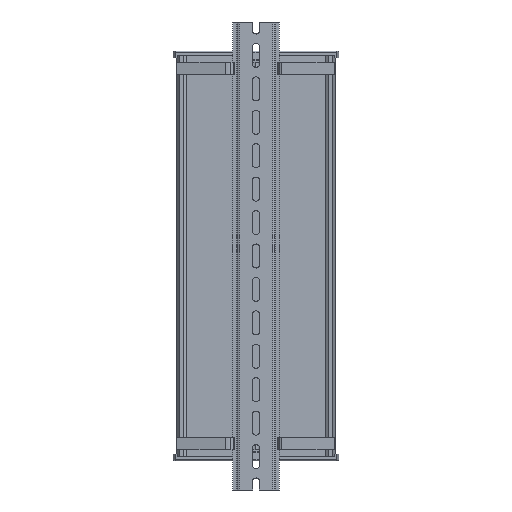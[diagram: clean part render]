
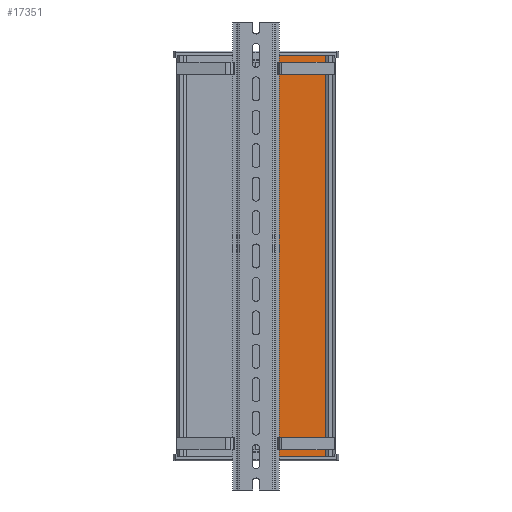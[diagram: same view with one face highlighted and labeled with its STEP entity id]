
A CAD part, front view. The second image highlights one B-rep face of the part: STEP entity #17351.
In plain terms, the highlighted planar face has unit normal (0, -1, 0).
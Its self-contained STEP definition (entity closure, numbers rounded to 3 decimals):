
#584 = ORIENTED_EDGE ( 'NONE', *, *, #14765, .F. ) ;
#811 = ORIENTED_EDGE ( 'NONE', *, *, #2538, .T. ) ;
#846 = CARTESIAN_POINT ( 'NONE',  ( 51.609, -1.653, -300. ) ) ;
#1380 = EDGE_CURVE ( 'NONE', #10122, #21138, #24794, .T. ) ;
#1887 = CARTESIAN_POINT ( 'NONE',  ( 6.025, -1.653, 0. ) ) ;
#2538 = EDGE_CURVE ( 'NONE', #21138, #6168, #24271, .T. ) ;
#3078 = DIRECTION ( 'NONE',  ( 0., 0., 1. ) ) ;
#3264 = VECTOR ( 'NONE', #18137, 1000. ) ;
#4383 = LINE ( 'NONE', #1887, #23363 ) ;
#5159 = LINE ( 'NONE', #24431, #21009 ) ;
#5771 = PLANE ( 'NONE',  #19299 ) ;
#6168 = VERTEX_POINT ( 'NONE', #24332 ) ;
#8072 = CARTESIAN_POINT ( 'NONE',  ( 6.025, -1.653, -300. ) ) ;
#10122 = VERTEX_POINT ( 'NONE', #15425 ) ;
#12302 = VECTOR ( 'NONE', #3078, 1000. ) ;
#12468 = DIRECTION ( 'NONE',  ( 0., -1., 0. ) ) ;
#13017 = EDGE_CURVE ( 'NONE', #26609, #6168, #4383, .T. ) ;
#13209 = DIRECTION ( 'NONE',  ( 1., 0., 0. ) ) ;
#13306 = DIRECTION ( 'NONE',  ( 0., 0., 1. ) ) ;
#14765 = EDGE_CURVE ( 'NONE', #10122, #26609, #5159, .T. ) ;
#15425 = CARTESIAN_POINT ( 'NONE',  ( 6.025, -1.653, -300. ) ) ;
#15508 = CARTESIAN_POINT ( 'NONE',  ( 6.025, -1.653, -300. ) ) ;
#17321 = EDGE_LOOP ( 'NONE', ( #24074, #584, #18673, #811 ) ) ;
#17351 = ADVANCED_FACE ( 'NONE', ( #20770 ), #5771, .T. ) ;
#17915 = CARTESIAN_POINT ( 'NONE',  ( 6.025, -1.653, 0. ) ) ;
#18137 = DIRECTION ( 'NONE',  ( 1., 0., 0. ) ) ;
#18570 = CARTESIAN_POINT ( 'NONE',  ( 51.609, -1.653, -300. ) ) ;
#18673 = ORIENTED_EDGE ( 'NONE', *, *, #1380, .T. ) ;
#19299 = AXIS2_PLACEMENT_3D ( 'NONE', #8072, #12468, #23778 ) ;
#20770 = FACE_OUTER_BOUND ( 'NONE', #17321, .T. ) ;
#21009 = VECTOR ( 'NONE', #13306, 1000. ) ;
#21138 = VERTEX_POINT ( 'NONE', #18570 ) ;
#23363 = VECTOR ( 'NONE', #13209, 1000. ) ;
#23778 = DIRECTION ( 'NONE',  ( 0., 0., -1. ) ) ;
#24074 = ORIENTED_EDGE ( 'NONE', *, *, #13017, .F. ) ;
#24271 = LINE ( 'NONE', #846, #12302 ) ;
#24332 = CARTESIAN_POINT ( 'NONE',  ( 51.609, -1.653, 0. ) ) ;
#24431 = CARTESIAN_POINT ( 'NONE',  ( 6.025, -1.653, -300. ) ) ;
#24794 = LINE ( 'NONE', #15508, #3264 ) ;
#26609 = VERTEX_POINT ( 'NONE', #17915 ) ;
